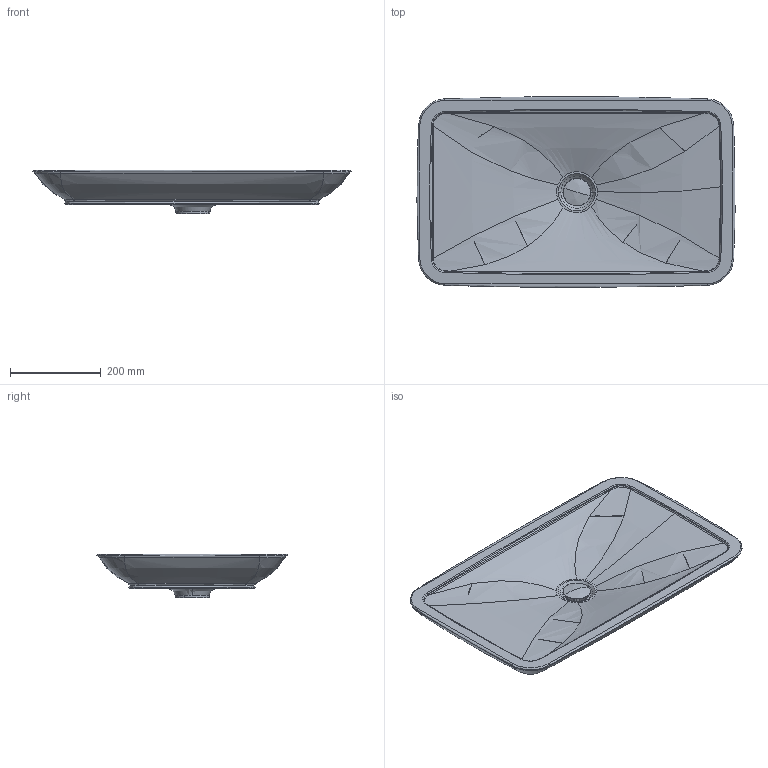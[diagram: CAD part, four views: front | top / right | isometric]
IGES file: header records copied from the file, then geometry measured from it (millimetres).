
Global section: file name: No Iges File Name specified; native system: Autodesk Inventor 2009; preprocessor: AutoDesk Inventor Iges Exporter R2009; author: Andreas; date: 20090826.211601; units: millimetre
Bounding box: 699.45 x 419.32 x 95 mm (x, y, z)
Volume: 12415601.4 mm3; surface area: 666937.5 mm2
Topology: 2 solids, 2 shells, 157 faces, 374 edges, 223 vertices
Faces by surface type: bspline 89, torus 22, cylinder 19, plane 15, revolution 12
